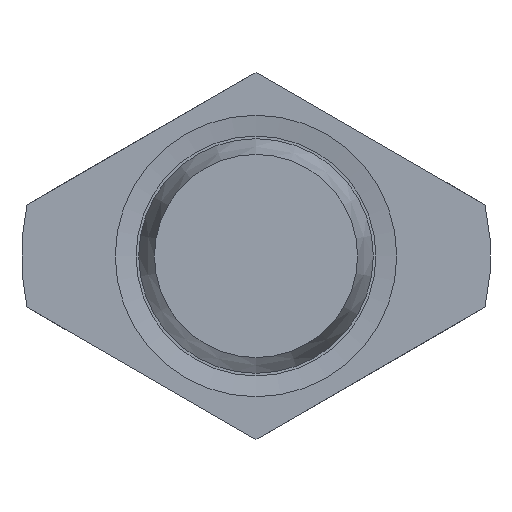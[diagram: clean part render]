
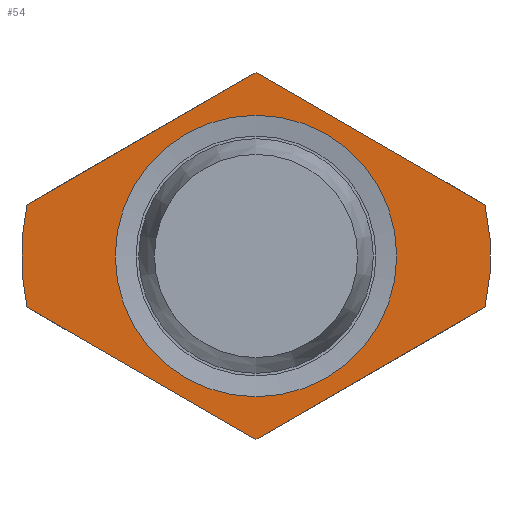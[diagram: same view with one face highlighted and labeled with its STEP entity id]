
A CAD part, front view. The second image highlights one B-rep face of the part: STEP entity #54.
In plain terms, the highlighted planar face has unit normal (0, -1, 0).
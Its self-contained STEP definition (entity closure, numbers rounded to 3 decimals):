
#54 = ADVANCED_FACE( '', ( #117, #118 ), #119, .F. );
#117 = FACE_BOUND( '', #192, .T. );
#118 = FACE_OUTER_BOUND( '', #193, .T. );
#119 = PLANE( '', #194 );
#192 = EDGE_LOOP( '', ( #279 ) );
#193 = EDGE_LOOP( '', ( #280, #281, #282, #283, #284, #285 ) );
#194 = AXIS2_PLACEMENT_3D( '', #286, #287, #288 );
#279 = ORIENTED_EDGE( '', *, *, #420, .F. );
#280 = ORIENTED_EDGE( '', *, *, #421, .T. );
#281 = ORIENTED_EDGE( '', *, *, #422, .F. );
#282 = ORIENTED_EDGE( '', *, *, #423, .F. );
#283 = ORIENTED_EDGE( '', *, *, #424, .T. );
#284 = ORIENTED_EDGE( '', *, *, #425, .F. );
#285 = ORIENTED_EDGE( '', *, *, #426, .F. );
#286 = CARTESIAN_POINT( '', ( 8., 0., 0. ) );
#287 = DIRECTION( '', ( 0., 1., 0. ) );
#288 = DIRECTION( '', ( 0., 0., 1. ) );
#420 = EDGE_CURVE( '', #492, #492, #493, .T. );
#421 = EDGE_CURVE( '', #494, #495, #496, .T. );
#422 = EDGE_CURVE( '', #497, #495, #498, .T. );
#423 = EDGE_CURVE( '', #499, #497, #500, .T. );
#424 = EDGE_CURVE( '', #499, #501, #502, .T. );
#425 = EDGE_CURVE( '', #503, #501, #504, .T. );
#426 = EDGE_CURVE( '', #494, #503, #505, .T. );
#492 = VERTEX_POINT( '', #622 );
#493 = CIRCLE( '', #623, 4.8 );
#494 = VERTEX_POINT( '', #624 );
#495 = VERTEX_POINT( '', #625 );
#496 = CIRCLE( '', #626, 8. );
#497 = VERTEX_POINT( '', #627 );
#498 = LINE( '', #628, #629 );
#499 = VERTEX_POINT( '', #630 );
#500 = LINE( '', #631, #632 );
#501 = VERTEX_POINT( '', #633 );
#502 = CIRCLE( '', #634, 8. );
#503 = VERTEX_POINT( '', #635 );
#504 = LINE( '', #636, #637 );
#505 = LINE( '', #638, #639 );
#622 = CARTESIAN_POINT( '', ( 0., 0., -4.8 ) );
#623 = AXIS2_PLACEMENT_3D( '', #720, #721, #722 );
#624 = CARTESIAN_POINT( '', ( -7.806, 0., 1.75 ) );
#625 = CARTESIAN_POINT( '', ( -7.806, 0., -1.75 ) );
#626 = AXIS2_PLACEMENT_3D( '', #723, #724, #725 );
#627 = CARTESIAN_POINT( '', ( 0., 0., -6.257 ) );
#628 = CARTESIAN_POINT( '', ( 0., 0., -6.257 ) );
#629 = VECTOR( '', #726, 1000. );
#630 = CARTESIAN_POINT( '', ( 7.806, 0., -1.75 ) );
#631 = CARTESIAN_POINT( '', ( 7.806, 0., -1.75 ) );
#632 = VECTOR( '', #727, 1000. );
#633 = CARTESIAN_POINT( '', ( 7.806, 0., 1.75 ) );
#634 = AXIS2_PLACEMENT_3D( '', #728, #729, #730 );
#635 = CARTESIAN_POINT( '', ( 0., 0., 6.257 ) );
#636 = CARTESIAN_POINT( '', ( 0., 0., 6.257 ) );
#637 = VECTOR( '', #731, 1000. );
#638 = CARTESIAN_POINT( '', ( -7.806, 0., 1.75 ) );
#639 = VECTOR( '', #732, 1000. );
#720 = CARTESIAN_POINT( '', ( 0., 0., 0. ) );
#721 = DIRECTION( '', ( 0., -1., 0. ) );
#722 = DIRECTION( '', ( 0., 0., -1. ) );
#723 = CARTESIAN_POINT( '', ( 0., 0., 0. ) );
#724 = DIRECTION( '', ( 0., -1., 0. ) );
#725 = DIRECTION( '', ( 0., 0., -1. ) );
#726 = DIRECTION( '', ( -0.866, 0., 0.5 ) );
#727 = DIRECTION( '', ( -0.866, 0., -0.5 ) );
#728 = CARTESIAN_POINT( '', ( 0., 0., 0. ) );
#729 = DIRECTION( '', ( 0., -1., 0. ) );
#730 = DIRECTION( '', ( 0., 0., -1. ) );
#731 = DIRECTION( '', ( 0.866, 0., -0.5 ) );
#732 = DIRECTION( '', ( 0.866, 0., 0.5 ) );
